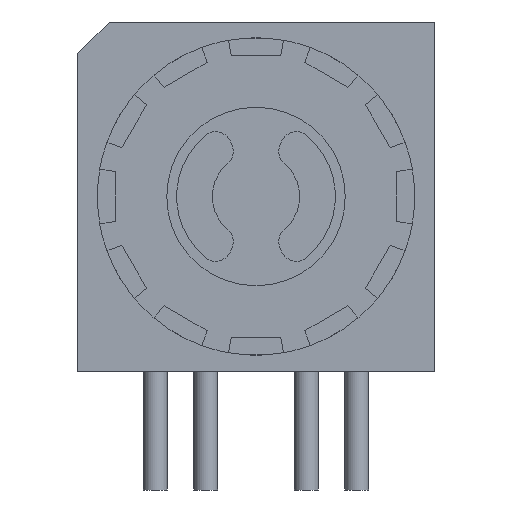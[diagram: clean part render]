
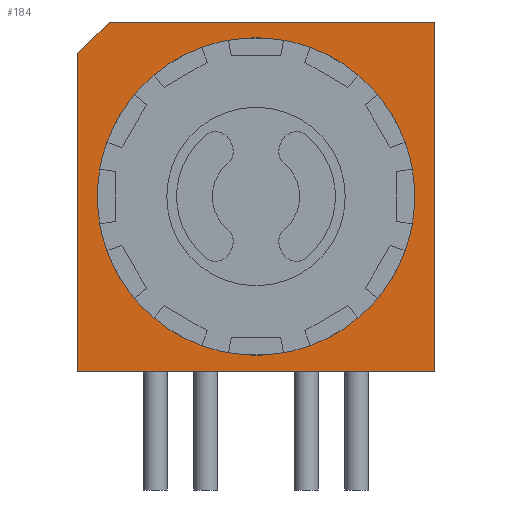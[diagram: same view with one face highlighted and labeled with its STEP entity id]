
A CAD part, left-side view. The second image highlights one B-rep face of the part: STEP entity #184.
In plain terms, the highlighted planar face has unit normal (-1, 0, 0).
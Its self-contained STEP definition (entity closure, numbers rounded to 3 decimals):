
#184=ADVANCED_FACE('',(#1049,#1051),#1053,.T.);
#1049=FACE_BOUND('',#1050,.T.);
#1050=EDGE_LOOP('',(#1727,#1728,#1729,#1730,#1731));
#1051=FACE_BOUND('',#1052,.T.);
#1052=EDGE_LOOP('',(#1732));
#1053=PLANE('',#1054);
#1054=AXIS2_PLACEMENT_3D('',#1055,#1056,#1057);
#1055=CARTESIAN_POINT('',(-13.5,0.,0.));
#1056=DIRECTION('',(-1.,0.,0.));
#1057=DIRECTION('',(0.,-1.,0.));
#1727=ORIENTED_EDGE('',*,*,#2192,.T.);
#1728=ORIENTED_EDGE('',*,*,#2176,.F.);
#1729=ORIENTED_EDGE('',*,*,#2188,.T.);
#1730=ORIENTED_EDGE('',*,*,#2180,.T.);
#1731=ORIENTED_EDGE('',*,*,#2194,.F.);
#1732=ORIENTED_EDGE('',*,*,#2195,.F.);
#2176=EDGE_CURVE('',#2444,#2442,#2446,.T.);
#2180=EDGE_CURVE('',#2453,#2451,#2454,.T.);
#2188=EDGE_CURVE('',#2444,#2453,#2465,.T.);
#2192=EDGE_CURVE('',#2472,#2442,#2473,.F.);
#2194=EDGE_CURVE('',#2472,#2451,#2475,.T.);
#2195=EDGE_CURVE('',#2476,#2476,#2477,.T.);
#2442=VERTEX_POINT('',#2919);
#2444=VERTEX_POINT('',#2923);
#2446=LINE('',#2927,#2928);
#2451=VERTEX_POINT('',#2938);
#2453=VERTEX_POINT('',#2942);
#2454=LINE('',#2943,#2944);
#2465=LINE('',#2974,#2975);
#2472=VERTEX_POINT('',#2991);
#2473=LINE('',#2992,#2993);
#2475=LINE('',#2998,#2999);
#2476=VERTEX_POINT('',#3001);
#2477=CIRCLE('',#3002,3.5);
#2919=CARTESIAN_POINT('',(-13.5,0.,8.));
#2923=CARTESIAN_POINT('',(-13.5,0.,0.));
#2927=CARTESIAN_POINT('',(-13.5,0.,0.));
#2928=VECTOR('',#2929,1.);
#2929=DIRECTION('',(0.,0.,1.));
#2938=CARTESIAN_POINT('',(-13.5,-9.,8.8));
#2942=CARTESIAN_POINT('',(-13.5,-9.,0.));
#2943=CARTESIAN_POINT('',(-13.5,-9.,0.));
#2944=VECTOR('',#2945,1.);
#2945=DIRECTION('',(0.,0.,1.));
#2974=CARTESIAN_POINT('',(-13.5,0.,0.));
#2975=VECTOR('',#2976,1.);
#2976=DIRECTION('',(0.,-1.,0.));
#2991=CARTESIAN_POINT('',(-13.5,-0.8,8.8));
#2992=CARTESIAN_POINT('',(-13.5,0.,8.));
#2993=VECTOR('',#2994,1.);
#2994=DIRECTION('',(0.,-0.707,0.707));
#2998=CARTESIAN_POINT('',(-13.5,-0.8,8.8));
#2999=VECTOR('',#3000,1.);
#3000=DIRECTION('',(0.,-1.,0.));
#3001=CARTESIAN_POINT('',(-13.5,-8.,4.4));
#3002=AXIS2_PLACEMENT_3D('',#3003,#3004,#3005);
#3003=CARTESIAN_POINT('',(-13.5,-4.5,4.4));
#3004=DIRECTION('',(-1.,0.,0.));
#3005=DIRECTION('',(0.,-1.,0.));
